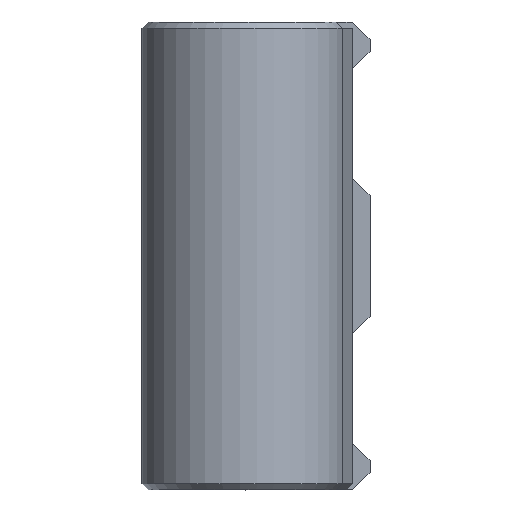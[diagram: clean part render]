
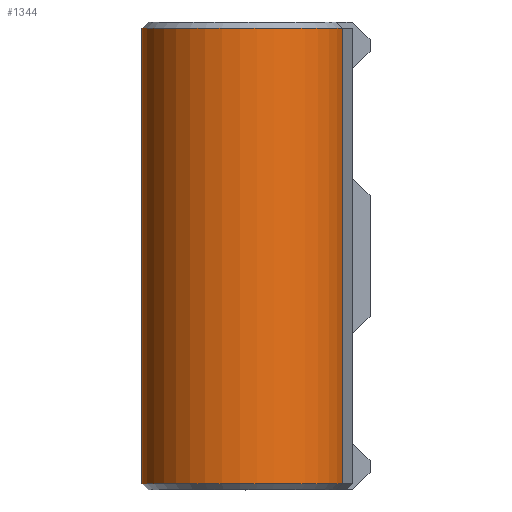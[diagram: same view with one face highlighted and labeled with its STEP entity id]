
A CAD part, front view. The second image highlights one B-rep face of the part: STEP entity #1344.
In plain terms, the highlighted cylindrical face has radius 6.5 mm (diameter 13 mm), a partial arc.
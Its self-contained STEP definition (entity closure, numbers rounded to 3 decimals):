
#27=CYLINDRICAL_SURFACE('',#1455,6.5);
#71=CIRCLE('',#1444,6.5);
#76=CIRCLE('',#1456,6.5);
#137=FACE_OUTER_BOUND('',#210,.T.);
#210=EDGE_LOOP('',(#988,#989,#990,#991));
#325=LINE('',#2138,#461);
#327=LINE('',#2144,#463);
#461=VECTOR('',#1693,29.2);
#463=VECTOR('',#1701,29.2);
#593=VERTEX_POINT('',#2107);
#594=VERTEX_POINT('',#2112);
#602=VERTEX_POINT('',#2137);
#603=VERTEX_POINT('',#2142);
#738=EDGE_CURVE('',#593,#594,#71,.T.);
#751=EDGE_CURVE('',#602,#594,#325,.T.);
#754=EDGE_CURVE('',#602,#603,#76,.T.);
#755=EDGE_CURVE('',#603,#593,#327,.T.);
#988=ORIENTED_EDGE('',*,*,#754,.F.);
#989=ORIENTED_EDGE('',*,*,#751,.T.);
#990=ORIENTED_EDGE('',*,*,#738,.F.);
#991=ORIENTED_EDGE('',*,*,#755,.F.);
#1344=ADVANCED_FACE('',(#137),#27,.T.);
#1444=AXIS2_PLACEMENT_3D('',#2113,#1666,#1667);
#1455=AXIS2_PLACEMENT_3D('',#2141,#1697,#1698);
#1456=AXIS2_PLACEMENT_3D('',#2143,#1699,#1700);
#1666=DIRECTION('center_axis',(0.,0.,-1.));
#1667=DIRECTION('ref_axis',(0.,-1.,0.));
#1693=DIRECTION('',(0.,0.,-1.));
#1697=DIRECTION('center_axis',(0.,0.,-1.));
#1698=DIRECTION('ref_axis',(-0.454,-0.891,0.));
#1699=DIRECTION('center_axis',(0.,0.,1.));
#1700=DIRECTION('ref_axis',(0.,1.,0.));
#1701=DIRECTION('',(0.,0.,-1.));
#2107=CARTESIAN_POINT('',(-155.659,-157.964,155.4));
#2112=CARTESIAN_POINT('',(-166.882,-152.246,155.4));
#2113=CARTESIAN_POINT('Origin',(-162.,-156.537,155.4));
#2137=CARTESIAN_POINT('',(-166.882,-152.246,184.6));
#2138=CARTESIAN_POINT('',(-166.882,-152.246,184.6));
#2141=CARTESIAN_POINT('Origin',(-162.,-156.537,185.));
#2142=CARTESIAN_POINT('',(-155.659,-157.964,184.6));
#2143=CARTESIAN_POINT('Origin',(-162.,-156.537,184.6));
#2144=CARTESIAN_POINT('',(-155.659,-157.964,184.6));
